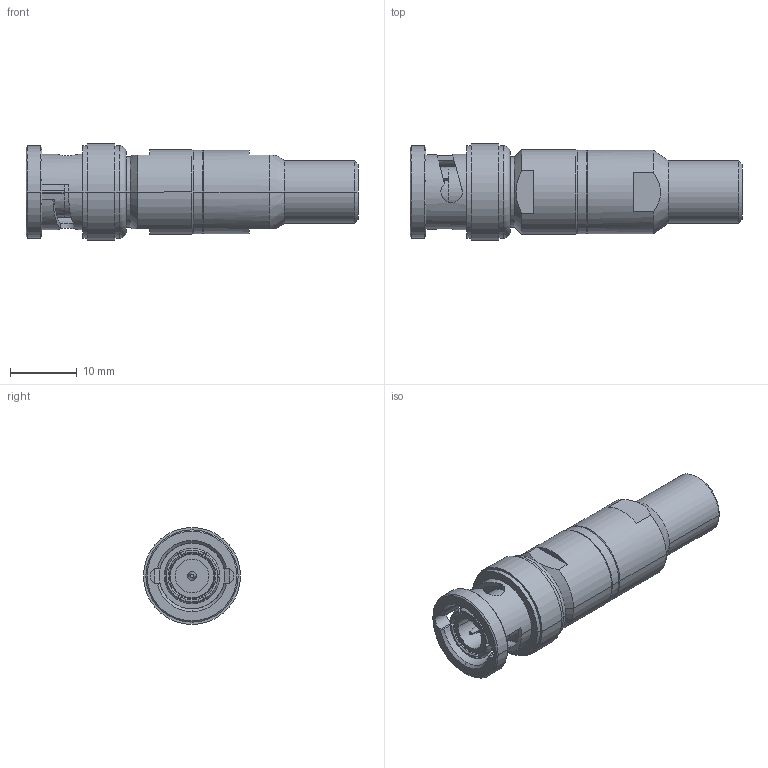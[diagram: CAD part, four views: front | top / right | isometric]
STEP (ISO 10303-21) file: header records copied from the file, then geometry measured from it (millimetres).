
FILE_DESCRIPTION (( 'STEP AP214' ), '1' );
FILE_NAME ('FM7066A_3D.step', '2024-01-15T15:58:16', ( '' ), ( '' ), 'SwSTEP 2.0', 'SolidWorks 2022', '' );
FILE_SCHEMA (( 'AUTOMOTIVE_DESIGN' ));
Length unit declared in the file: inch
Products named in the file (5): 7066A - MP-BM50FF75-0-3G(2)^FM7066A; FM7066A_3D; MP-BM50^7066A - MP-BM50FF75-0-3G(2)_FM7066A; FAT-B-11^7066A - MP-BM50FF75-0-3G(2)_FM7066A; MP-FF75^7066A - MP-BM50FF75-0-3G(2)_FM7066A
Assembly tree (4 placements, depth 3):
  FM7066A_3D
    7066A - MP-BM50FF75-0-3G(2)^FM7066A
      MP-BM50^7066A - MP-BM50FF75-0-3G(2)_FM7066A
      FAT-B-11^7066A - MP-BM50FF75-0-3G(2)_FM7066A
      MP-FF75^7066A - MP-BM50FF75-0-3G(2)_FM7066A
Bounding box: 49.65 x 14.5 x 14.5 mm (x, y, z)
Volume: 6319.6 mm3; surface area: 3994.5 mm2
Topology: 3 solids, 3 shells, 190 faces, 461 edges, 287 vertices
Faces by surface type: plane 68, cone 59, cylinder 55, torus 8
Entity records: 6586 total; most frequent: CARTESIAN_POINT 1877, DIRECTION 1004, ORIENTED_EDGE 922, EDGE_CURVE 461, AXIS2_PLACEMENT_3D 404, VERTEX_POINT 287, CIRCLE 206, EDGE_LOOP 204
